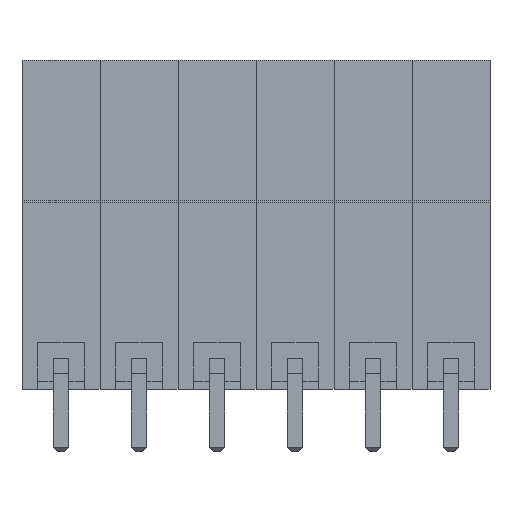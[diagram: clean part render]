
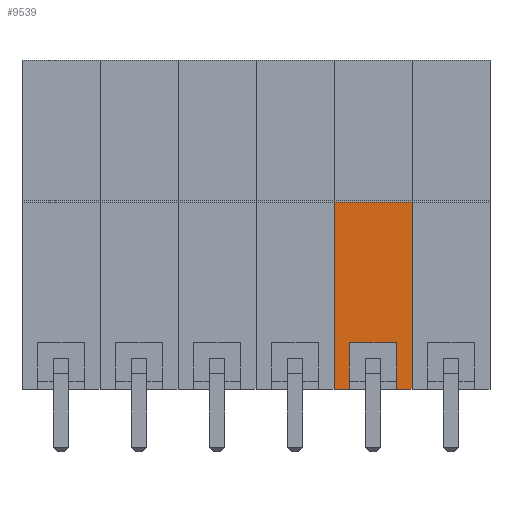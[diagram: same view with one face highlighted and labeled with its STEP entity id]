
A CAD part, left-side view. The second image highlights one B-rep face of the part: STEP entity #9539.
In plain terms, the highlighted planar face has unit normal (-1, 0, 0).
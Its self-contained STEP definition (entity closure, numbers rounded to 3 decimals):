
#8496 = VERTEX_POINT('',#8497);
#8497 = CARTESIAN_POINT('',(-4.,7.5,0.));
#8506 = PLANE('',#8507);
#8507 = AXIS2_PLACEMENT_3D('',#8508,#8509,#8510);
#8508 = CARTESIAN_POINT('',(-4.,7.5,0.));
#8509 = DIRECTION('',(0.,0.,1.));
#8510 = DIRECTION('',(1.,0.,0.));
#8518 = PLANE('',#8519);
#8519 = AXIS2_PLACEMENT_3D('',#8520,#8521,#8522);
#8520 = CARTESIAN_POINT('',(-4.,7.5,0.));
#8521 = DIRECTION('',(0.,1.,0.));
#8522 = DIRECTION('',(0.,0.,1.));
#8530 = EDGE_CURVE('',#8496,#8531,#8533,.T.);
#8531 = VERTEX_POINT('',#8532);
#8532 = CARTESIAN_POINT('',(-4.,6.5,0.));
#8533 = SURFACE_CURVE('',#8534,(#8538,#8545),.PCURVE_S1.);
#8534 = LINE('',#8535,#8536);
#8535 = CARTESIAN_POINT('',(-4.,7.5,0.));
#8536 = VECTOR('',#8537,1.);
#8537 = DIRECTION('',(0.,-1.,0.));
#8538 = PCURVE('',#8506,#8539);
#8539 = DEFINITIONAL_REPRESENTATION('',(#8540),#8544);
#8540 = LINE('',#8541,#8542);
#8541 = CARTESIAN_POINT('',(0.,0.));
#8542 = VECTOR('',#8543,1.);
#8543 = DIRECTION('',(0.,-1.));
#8544 = ( GEOMETRIC_REPRESENTATION_CONTEXT(2) 
PARAMETRIC_REPRESENTATION_CONTEXT() REPRESENTATION_CONTEXT('2D SPACE',''
  ) );
#8545 = PCURVE('',#8546,#8551);
#8546 = PLANE('',#8547);
#8547 = AXIS2_PLACEMENT_3D('',#8548,#8549,#8550);
#8548 = CARTESIAN_POINT('',(-4.,7.5,12.));
#8549 = DIRECTION('',(1.,0.,0.));
#8550 = DIRECTION('',(0.,0.,-1.));
#8551 = DEFINITIONAL_REPRESENTATION('',(#8552),#8556);
#8552 = LINE('',#8553,#8554);
#8553 = CARTESIAN_POINT('',(12.,0.));
#8554 = VECTOR('',#8555,1.);
#8555 = DIRECTION('',(0.,-1.));
#8556 = ( GEOMETRIC_REPRESENTATION_CONTEXT(2) 
PARAMETRIC_REPRESENTATION_CONTEXT() REPRESENTATION_CONTEXT('2D SPACE',''
  ) );
#8574 = PLANE('',#8575);
#8575 = AXIS2_PLACEMENT_3D('',#8576,#8577,#8578);
#8576 = CARTESIAN_POINT('',(-4.,6.5,0.));
#8577 = DIRECTION('',(0.,-1.,0.));
#8578 = DIRECTION('',(0.,0.,1.));
#8671 = VERTEX_POINT('',#8672);
#8672 = CARTESIAN_POINT('',(-4.,3.5,0.));
#8686 = PLANE('',#8687);
#8687 = AXIS2_PLACEMENT_3D('',#8688,#8689,#8690);
#8688 = CARTESIAN_POINT('',(-4.,3.5,3.));
#8689 = DIRECTION('',(0.,1.,0.));
#8690 = DIRECTION('',(0.,0.,-1.));
#8698 = EDGE_CURVE('',#8671,#8699,#8701,.T.);
#8699 = VERTEX_POINT('',#8700);
#8700 = CARTESIAN_POINT('',(-4.,2.5,0.));
#8701 = SURFACE_CURVE('',#8702,(#8706,#8713),.PCURVE_S1.);
#8702 = LINE('',#8703,#8704);
#8703 = CARTESIAN_POINT('',(-4.,7.5,0.));
#8704 = VECTOR('',#8705,1.);
#8705 = DIRECTION('',(0.,-1.,0.));
#8706 = PCURVE('',#8506,#8707);
#8707 = DEFINITIONAL_REPRESENTATION('',(#8708),#8712);
#8708 = LINE('',#8709,#8710);
#8709 = CARTESIAN_POINT('',(0.,0.));
#8710 = VECTOR('',#8711,1.);
#8711 = DIRECTION('',(0.,-1.));
#8712 = ( GEOMETRIC_REPRESENTATION_CONTEXT(2) 
PARAMETRIC_REPRESENTATION_CONTEXT() REPRESENTATION_CONTEXT('2D SPACE',''
  ) );
#8713 = PCURVE('',#8546,#8714);
#8714 = DEFINITIONAL_REPRESENTATION('',(#8715),#8719);
#8715 = LINE('',#8716,#8717);
#8716 = CARTESIAN_POINT('',(12.,0.));
#8717 = VECTOR('',#8718,1.);
#8718 = DIRECTION('',(0.,-1.));
#8719 = ( GEOMETRIC_REPRESENTATION_CONTEXT(2) 
PARAMETRIC_REPRESENTATION_CONTEXT() REPRESENTATION_CONTEXT('2D SPACE',''
  ) );
#8737 = PLANE('',#8738);
#8738 = AXIS2_PLACEMENT_3D('',#8739,#8740,#8741);
#8739 = CARTESIAN_POINT('',(-4.,2.5,0.));
#8740 = DIRECTION('',(0.,1.,0.));
#8741 = DIRECTION('',(0.,0.,1.));
#8779 = EDGE_CURVE('',#8780,#8496,#8782,.T.);
#8780 = VERTEX_POINT('',#8781);
#8781 = CARTESIAN_POINT('',(-4.,7.5,12.));
#8782 = SURFACE_CURVE('',#8783,(#8787,#8794),.PCURVE_S1.);
#8783 = LINE('',#8784,#8785);
#8784 = CARTESIAN_POINT('',(-4.,7.5,12.));
#8785 = VECTOR('',#8786,1.);
#8786 = DIRECTION('',(0.,0.,-1.));
#8787 = PCURVE('',#8518,#8788);
#8788 = DEFINITIONAL_REPRESENTATION('',(#8789),#8793);
#8789 = LINE('',#8790,#8791);
#8790 = CARTESIAN_POINT('',(12.,0.));
#8791 = VECTOR('',#8792,1.);
#8792 = DIRECTION('',(-1.,0.));
#8793 = ( GEOMETRIC_REPRESENTATION_CONTEXT(2) 
PARAMETRIC_REPRESENTATION_CONTEXT() REPRESENTATION_CONTEXT('2D SPACE',''
  ) );
#8794 = PCURVE('',#8546,#8795);
#8795 = DEFINITIONAL_REPRESENTATION('',(#8796),#8800);
#8796 = LINE('',#8797,#8798);
#8797 = CARTESIAN_POINT('',(0.,0.));
#8798 = VECTOR('',#8799,1.);
#8799 = DIRECTION('',(1.,0.));
#8800 = ( GEOMETRIC_REPRESENTATION_CONTEXT(2) 
PARAMETRIC_REPRESENTATION_CONTEXT() REPRESENTATION_CONTEXT('2D SPACE',''
  ) );
#8818 = PLANE('',#8819);
#8819 = AXIS2_PLACEMENT_3D('',#8820,#8821,#8822);
#8820 = CARTESIAN_POINT('',(-3.,7.5,12.));
#8821 = DIRECTION('',(0.,0.,-1.));
#8822 = DIRECTION('',(-1.,0.,0.));
#9212 = EDGE_CURVE('',#9213,#8699,#9215,.T.);
#9213 = VERTEX_POINT('',#9214);
#9214 = CARTESIAN_POINT('',(-4.,2.5,12.));
#9215 = SURFACE_CURVE('',#9216,(#9220,#9227),.PCURVE_S1.);
#9216 = LINE('',#9217,#9218);
#9217 = CARTESIAN_POINT('',(-4.,2.5,12.));
#9218 = VECTOR('',#9219,1.);
#9219 = DIRECTION('',(0.,0.,-1.));
#9220 = PCURVE('',#8737,#9221);
#9221 = DEFINITIONAL_REPRESENTATION('',(#9222),#9226);
#9222 = LINE('',#9223,#9224);
#9223 = CARTESIAN_POINT('',(12.,0.));
#9224 = VECTOR('',#9225,1.);
#9225 = DIRECTION('',(-1.,0.));
#9226 = ( GEOMETRIC_REPRESENTATION_CONTEXT(2) 
PARAMETRIC_REPRESENTATION_CONTEXT() REPRESENTATION_CONTEXT('2D SPACE',''
  ) );
#9227 = PCURVE('',#8546,#9228);
#9228 = DEFINITIONAL_REPRESENTATION('',(#9229),#9233);
#9229 = LINE('',#9230,#9231);
#9230 = CARTESIAN_POINT('',(0.,-5.));
#9231 = VECTOR('',#9232,1.);
#9232 = DIRECTION('',(1.,0.));
#9233 = ( GEOMETRIC_REPRESENTATION_CONTEXT(2) 
PARAMETRIC_REPRESENTATION_CONTEXT() REPRESENTATION_CONTEXT('2D SPACE',''
  ) );
#9539 = ADVANCED_FACE('',(#9540),#8546,.F.);
#9540 = FACE_BOUND('',#9541,.F.);
#9541 = EDGE_LOOP('',(#9542,#9543,#9564,#9565,#9566,#9589,#9617,#9638));
#9542 = ORIENTED_EDGE('',*,*,#8779,.F.);
#9543 = ORIENTED_EDGE('',*,*,#9544,.T.);
#9544 = EDGE_CURVE('',#8780,#9213,#9545,.T.);
#9545 = SURFACE_CURVE('',#9546,(#9550,#9557),.PCURVE_S1.);
#9546 = LINE('',#9547,#9548);
#9547 = CARTESIAN_POINT('',(-4.,7.5,12.));
#9548 = VECTOR('',#9549,1.);
#9549 = DIRECTION('',(0.,-1.,0.));
#9550 = PCURVE('',#8546,#9551);
#9551 = DEFINITIONAL_REPRESENTATION('',(#9552),#9556);
#9552 = LINE('',#9553,#9554);
#9553 = CARTESIAN_POINT('',(0.,0.));
#9554 = VECTOR('',#9555,1.);
#9555 = DIRECTION('',(0.,-1.));
#9556 = ( GEOMETRIC_REPRESENTATION_CONTEXT(2) 
PARAMETRIC_REPRESENTATION_CONTEXT() REPRESENTATION_CONTEXT('2D SPACE',''
  ) );
#9557 = PCURVE('',#8818,#9558);
#9558 = DEFINITIONAL_REPRESENTATION('',(#9559),#9563);
#9559 = LINE('',#9560,#9561);
#9560 = CARTESIAN_POINT('',(1.,0.));
#9561 = VECTOR('',#9562,1.);
#9562 = DIRECTION('',(0.,-1.));
#9563 = ( GEOMETRIC_REPRESENTATION_CONTEXT(2) 
PARAMETRIC_REPRESENTATION_CONTEXT() REPRESENTATION_CONTEXT('2D SPACE',''
  ) );
#9564 = ORIENTED_EDGE('',*,*,#9212,.T.);
#9565 = ORIENTED_EDGE('',*,*,#8698,.F.);
#9566 = ORIENTED_EDGE('',*,*,#9567,.F.);
#9567 = EDGE_CURVE('',#9568,#8671,#9570,.T.);
#9568 = VERTEX_POINT('',#9569);
#9569 = CARTESIAN_POINT('',(-4.,3.5,3.));
#9570 = SURFACE_CURVE('',#9571,(#9575,#9582),.PCURVE_S1.);
#9571 = LINE('',#9572,#9573);
#9572 = CARTESIAN_POINT('',(-4.,3.5,3.));
#9573 = VECTOR('',#9574,1.);
#9574 = DIRECTION('',(0.,0.,-1.));
#9575 = PCURVE('',#8546,#9576);
#9576 = DEFINITIONAL_REPRESENTATION('',(#9577),#9581);
#9577 = LINE('',#9578,#9579);
#9578 = CARTESIAN_POINT('',(9.,-4.));
#9579 = VECTOR('',#9580,1.);
#9580 = DIRECTION('',(1.,0.));
#9581 = ( GEOMETRIC_REPRESENTATION_CONTEXT(2) 
PARAMETRIC_REPRESENTATION_CONTEXT() REPRESENTATION_CONTEXT('2D SPACE',''
  ) );
#9582 = PCURVE('',#8686,#9583);
#9583 = DEFINITIONAL_REPRESENTATION('',(#9584),#9588);
#9584 = LINE('',#9585,#9586);
#9585 = CARTESIAN_POINT('',(0.,0.));
#9586 = VECTOR('',#9587,1.);
#9587 = DIRECTION('',(1.,0.));
#9588 = ( GEOMETRIC_REPRESENTATION_CONTEXT(2) 
PARAMETRIC_REPRESENTATION_CONTEXT() REPRESENTATION_CONTEXT('2D SPACE',''
  ) );
#9589 = ORIENTED_EDGE('',*,*,#9590,.F.);
#9590 = EDGE_CURVE('',#9591,#9568,#9593,.T.);
#9591 = VERTEX_POINT('',#9592);
#9592 = CARTESIAN_POINT('',(-4.,6.5,3.));
#9593 = SURFACE_CURVE('',#9594,(#9598,#9605),.PCURVE_S1.);
#9594 = LINE('',#9595,#9596);
#9595 = CARTESIAN_POINT('',(-4.,6.5,3.));
#9596 = VECTOR('',#9597,1.);
#9597 = DIRECTION('',(0.,-1.,0.));
#9598 = PCURVE('',#8546,#9599);
#9599 = DEFINITIONAL_REPRESENTATION('',(#9600),#9604);
#9600 = LINE('',#9601,#9602);
#9601 = CARTESIAN_POINT('',(9.,-1.));
#9602 = VECTOR('',#9603,1.);
#9603 = DIRECTION('',(0.,-1.));
#9604 = ( GEOMETRIC_REPRESENTATION_CONTEXT(2) 
PARAMETRIC_REPRESENTATION_CONTEXT() REPRESENTATION_CONTEXT('2D SPACE',''
  ) );
#9605 = PCURVE('',#9606,#9611);
#9606 = PLANE('',#9607);
#9607 = AXIS2_PLACEMENT_3D('',#9608,#9609,#9610);
#9608 = CARTESIAN_POINT('',(-4.,6.5,3.));
#9609 = DIRECTION('',(0.,0.,-1.));
#9610 = DIRECTION('',(0.,-1.,0.));
#9611 = DEFINITIONAL_REPRESENTATION('',(#9612),#9616);
#9612 = LINE('',#9613,#9614);
#9613 = CARTESIAN_POINT('',(0.,0.));
#9614 = VECTOR('',#9615,1.);
#9615 = DIRECTION('',(1.,0.));
#9616 = ( GEOMETRIC_REPRESENTATION_CONTEXT(2) 
PARAMETRIC_REPRESENTATION_CONTEXT() REPRESENTATION_CONTEXT('2D SPACE',''
  ) );
#9617 = ORIENTED_EDGE('',*,*,#9618,.F.);
#9618 = EDGE_CURVE('',#8531,#9591,#9619,.T.);
#9619 = SURFACE_CURVE('',#9620,(#9624,#9631),.PCURVE_S1.);
#9620 = LINE('',#9621,#9622);
#9621 = CARTESIAN_POINT('',(-4.,6.5,0.));
#9622 = VECTOR('',#9623,1.);
#9623 = DIRECTION('',(0.,0.,1.));
#9624 = PCURVE('',#8546,#9625);
#9625 = DEFINITIONAL_REPRESENTATION('',(#9626),#9630);
#9626 = LINE('',#9627,#9628);
#9627 = CARTESIAN_POINT('',(12.,-1.));
#9628 = VECTOR('',#9629,1.);
#9629 = DIRECTION('',(-1.,0.));
#9630 = ( GEOMETRIC_REPRESENTATION_CONTEXT(2) 
PARAMETRIC_REPRESENTATION_CONTEXT() REPRESENTATION_CONTEXT('2D SPACE',''
  ) );
#9631 = PCURVE('',#8574,#9632);
#9632 = DEFINITIONAL_REPRESENTATION('',(#9633),#9637);
#9633 = LINE('',#9634,#9635);
#9634 = CARTESIAN_POINT('',(0.,0.));
#9635 = VECTOR('',#9636,1.);
#9636 = DIRECTION('',(1.,0.));
#9637 = ( GEOMETRIC_REPRESENTATION_CONTEXT(2) 
PARAMETRIC_REPRESENTATION_CONTEXT() REPRESENTATION_CONTEXT('2D SPACE',''
  ) );
#9638 = ORIENTED_EDGE('',*,*,#8530,.F.);
